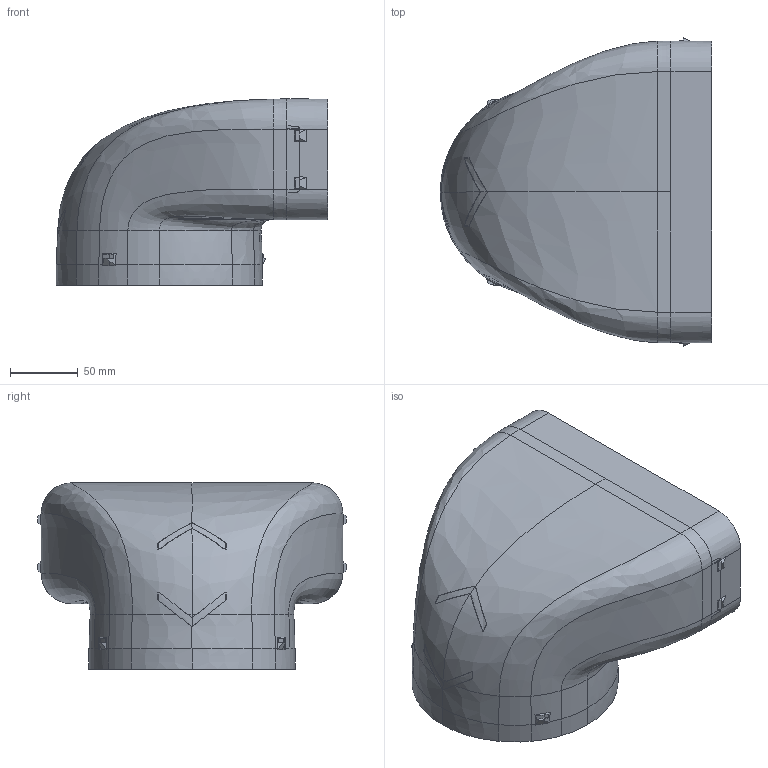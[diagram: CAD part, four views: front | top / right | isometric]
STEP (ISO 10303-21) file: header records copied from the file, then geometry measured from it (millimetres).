
FILE_DESCRIPTION(('CATIA V5 STEP Exchange'),'2;1');
FILE_NAME('4051011 P-UR 150 Umlenkstueck_vereinfacht.stp','2023-03-27T08:40:55+00:00',('none'),('none'),'CATIA Version 5 Release 21 SP 1 (IN-10)','CATIA V5 STEP AP214 Edition 3','none');
FILE_SCHEMA(('AUTOMOTIVE_DESIGN { 1 0 10303 214 3 1 1 1 }'));
Length unit declared in the file: millimetre
Products named in the file (1): 4051011 P-UR 150 Umlenkstueck_vereinfacht
Bounding box: 199.5 x 227 x 136.97 mm (x, y, z)
Volume: 2849212.4 mm3; surface area: 161248.3 mm2
Topology: 1 solids, 1 shells, 222 faces, 606 edges, 386 vertices
Faces by surface type: bspline 118, plane 74, cone 20, cylinder 10
Entity records: 16267 total; most frequent: CARTESIAN_POINT 11822, ORIENTED_EDGE 1208, EDGE_CURVE 604, B_SPLINE_CURVE_WITH_KNOTS 390, VERTEX_POINT 386, DIRECTION 384, EDGE_LOOP 224, ADVANCED_FACE 222
